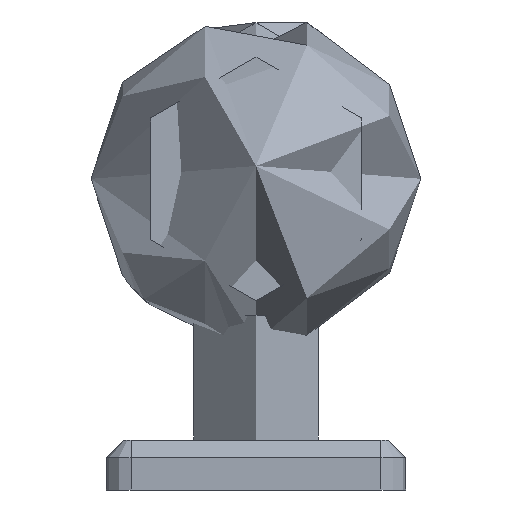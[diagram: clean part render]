
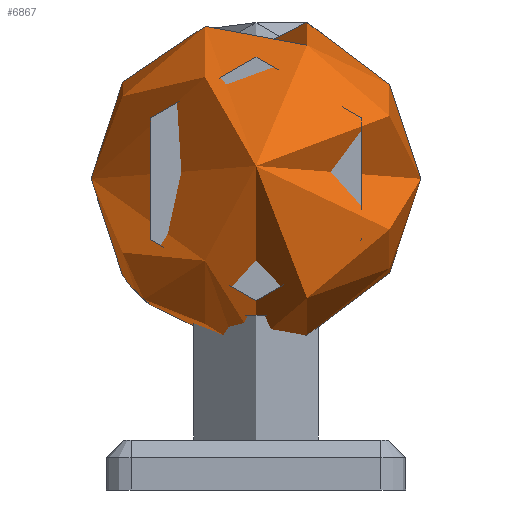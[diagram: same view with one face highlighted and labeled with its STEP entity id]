
A CAD part, front view. The second image highlights one B-rep face of the part: STEP entity #6867.
In plain terms, the highlighted spherical face has radius 33 mm.
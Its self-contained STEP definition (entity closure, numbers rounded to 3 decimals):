
#683 = CARTESIAN_POINT ( 'NONE',  ( 0., -32.6, 5.125 ) ) ;
#1477 = DIRECTION ( 'NONE',  ( 0., 1., 0. ) ) ;
#1905 = EDGE_CURVE ( 'NONE', #11905, #11905, #17308, .T. ) ;
#1949 = CARTESIAN_POINT ( 'NONE',  ( 0., 0., 20. ) ) ;
#2079 = CARTESIAN_POINT ( 'NONE',  ( 0., -26.249, 20. ) ) ;
#2313 = SPHERICAL_SURFACE ( 'NONE', #8568, 33. ) ;
#2913 = AXIS2_PLACEMENT_3D ( 'NONE', #8005, #3747, #18467 ) ;
#3162 = EDGE_LOOP ( 'NONE', ( #12346 ) ) ;
#3211 = EDGE_LOOP ( 'NONE', ( #4351 ) ) ;
#3248 = CIRCLE ( 'NONE', #2913, 5.125 ) ;
#3574 = CARTESIAN_POINT ( 'NONE',  ( 21.5, -25.035, 0. ) ) ;
#3747 = DIRECTION ( 'NONE',  ( 0., 1., 0. ) ) ;
#4351 = ORIENTED_EDGE ( 'NONE', *, *, #10888, .T. ) ;
#4677 = EDGE_CURVE ( 'NONE', #12118, #12118, #17479, .T. ) ;
#4785 = DIRECTION ( 'NONE',  ( 0., 0., 1. ) ) ;
#5668 = DIRECTION ( 'NONE',  ( 0.707, -0.707, 0. ) ) ;
#6867 = ADVANCED_FACE ( 'NONE', ( #8777, #17968, #13792 ), #2313, .T. ) ;
#7326 = CARTESIAN_POINT ( 'NONE',  ( 0., 0., 0. ) ) ;
#8005 = CARTESIAN_POINT ( 'NONE',  ( 0., -32.6, 0. ) ) ;
#8568 = AXIS2_PLACEMENT_3D ( 'NONE', #7326, #10262, #1477 ) ;
#8777 = FACE_BOUND ( 'NONE', #3162, .T. ) ;
#10015 = CARTESIAN_POINT ( 'NONE',  ( 23.267, -23.267, 0. ) ) ;
#10262 = DIRECTION ( 'NONE',  ( -1., 0., 0. ) ) ;
#10888 = EDGE_CURVE ( 'NONE', #15351, #15351, #3248, .T. ) ;
#11905 = VERTEX_POINT ( 'NONE', #3574 ) ;
#12118 = VERTEX_POINT ( 'NONE', #2079 ) ;
#12346 = ORIENTED_EDGE ( 'NONE', *, *, #1905, .F. ) ;
#12846 = ORIENTED_EDGE ( 'NONE', *, *, #4677, .F. ) ;
#13792 = FACE_OUTER_BOUND ( 'NONE', #17599, .T. ) ;
#15351 = VERTEX_POINT ( 'NONE', #683 ) ;
#15948 = DIRECTION ( 'NONE',  ( -0.707, -0.707, 0. ) ) ;
#16799 = AXIS2_PLACEMENT_3D ( 'NONE', #10015, #5668, #15948 ) ;
#17308 = CIRCLE ( 'NONE', #16799, 2.5 ) ;
#17479 = CIRCLE ( 'NONE', #18790, 26.249 ) ;
#17599 = EDGE_LOOP ( 'NONE', ( #12846 ) ) ;
#17968 = FACE_BOUND ( 'NONE', #3211, .T. ) ;
#18228 = DIRECTION ( 'NONE',  ( 0., -1., 0. ) ) ;
#18467 = DIRECTION ( 'NONE',  ( 0., 0., 1. ) ) ;
#18790 = AXIS2_PLACEMENT_3D ( 'NONE', #1949, #4785, #18228 ) ;
